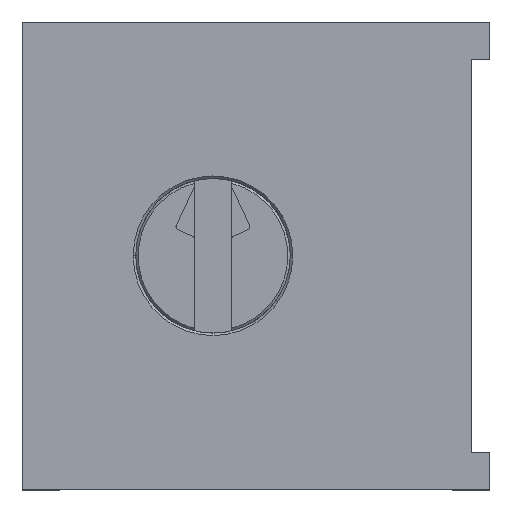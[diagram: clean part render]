
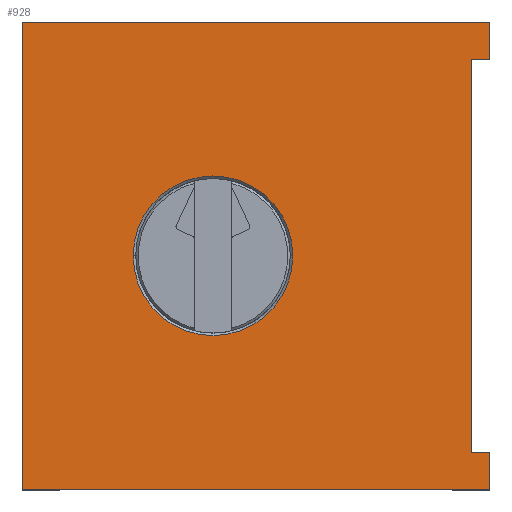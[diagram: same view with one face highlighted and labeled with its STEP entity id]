
A CAD part, top view. The second image highlights one B-rep face of the part: STEP entity #928.
In plain terms, the highlighted face is planar.
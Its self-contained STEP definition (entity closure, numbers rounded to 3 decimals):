
#267 = VERTEX_POINT('',#268);
#268 = CARTESIAN_POINT('',(0.,4.826,0.749));
#274 = EDGE_CURVE('',#267,#275,#277,.T.);
#275 = VERTEX_POINT('',#276);
#276 = CARTESIAN_POINT('',(0.,4.826,-2.502));
#277 = CIRCLE('',#278,1.626);
#278 = AXIS2_PLACEMENT_3D('',#279,#280,#281);
#279 = CARTESIAN_POINT('',(0.,4.826,-0.876));
#280 = DIRECTION('',(0.,-1.,0.));
#281 = DIRECTION('',(0.,0.,-1.));
#341 = VERTEX_POINT('',#342);
#342 = CARTESIAN_POINT('',(-4.001,4.826,4.763));
#348 = EDGE_CURVE('',#349,#341,#351,.T.);
#349 = VERTEX_POINT('',#350);
#350 = CARTESIAN_POINT('',(-4.763,4.826,4.763));
#351 = LINE('',#352,#353);
#352 = CARTESIAN_POINT('',(-4.763,4.826,4.763));
#353 = VECTOR('',#354,1.);
#354 = DIRECTION('',(1.,0.,0.));
#379 = EDGE_CURVE('',#380,#349,#382,.T.);
#380 = VERTEX_POINT('',#381);
#381 = CARTESIAN_POINT('',(-4.763,4.826,-4.763));
#382 = LINE('',#383,#384);
#383 = CARTESIAN_POINT('',(-4.763,4.826,4.763));
#384 = VECTOR('',#385,1.);
#385 = DIRECTION('',(0.,0.,1.));
#476 = VERTEX_POINT('',#477);
#477 = CARTESIAN_POINT('',(-4.001,4.826,4.382));
#483 = EDGE_CURVE('',#476,#341,#484,.T.);
#484 = LINE('',#485,#486);
#485 = CARTESIAN_POINT('',(-4.001,4.826,4.763));
#486 = VECTOR('',#487,1.);
#487 = DIRECTION('',(0.,0.,1.));
#554 = EDGE_CURVE('',#555,#380,#557,.T.);
#555 = VERTEX_POINT('',#556);
#556 = CARTESIAN_POINT('',(4.763,4.826,-4.763));
#557 = LINE('',#558,#559);
#558 = CARTESIAN_POINT('',(-4.763,4.826,-4.763));
#559 = VECTOR('',#560,1.);
#560 = DIRECTION('',(-1.,-0.,-0.));
#651 = VERTEX_POINT('',#652);
#652 = CARTESIAN_POINT('',(4.763,4.826,4.763));
#660 = EDGE_CURVE('',#661,#651,#663,.T.);
#661 = VERTEX_POINT('',#662);
#662 = CARTESIAN_POINT('',(4.001,4.826,4.763));
#663 = LINE('',#664,#665);
#664 = CARTESIAN_POINT('',(-4.763,4.826,4.763));
#665 = VECTOR('',#666,1.);
#666 = DIRECTION('',(1.,0.,0.));
#723 = EDGE_CURVE('',#651,#555,#724,.T.);
#724 = LINE('',#725,#726);
#725 = CARTESIAN_POINT('',(4.763,4.826,4.763));
#726 = VECTOR('',#727,1.);
#727 = DIRECTION('',(0.,0.,-1.));
#769 = EDGE_CURVE('',#661,#770,#772,.T.);
#770 = VERTEX_POINT('',#771);
#771 = CARTESIAN_POINT('',(4.001,4.826,4.382));
#772 = LINE('',#773,#774);
#773 = CARTESIAN_POINT('',(4.001,4.826,4.763));
#774 = VECTOR('',#775,1.);
#775 = DIRECTION('',(0.,0.,-1.));
#918 = EDGE_CURVE('',#770,#476,#919,.T.);
#919 = LINE('',#920,#921);
#920 = CARTESIAN_POINT('',(-4.001,4.826,4.382));
#921 = VECTOR('',#922,1.);
#922 = DIRECTION('',(-1.,-0.,-0.));
#928 = ADVANCED_FACE('',(#929,#939),#949,.F.);
#929 = FACE_BOUND('',#930,.T.);
#930 = EDGE_LOOP('',(#931,#932));
#931 = ORIENTED_EDGE('',*,*,#274,.T.);
#932 = ORIENTED_EDGE('',*,*,#933,.T.);
#933 = EDGE_CURVE('',#275,#267,#934,.T.);
#934 = CIRCLE('',#935,1.626);
#935 = AXIS2_PLACEMENT_3D('',#936,#937,#938);
#936 = CARTESIAN_POINT('',(0.,4.826,-0.876));
#937 = DIRECTION('',(0.,-1.,0.));
#938 = DIRECTION('',(0.,0.,-1.));
#939 = FACE_BOUND('',#940,.T.);
#940 = EDGE_LOOP('',(#941,#942,#943,#944,#945,#946,#947,#948));
#941 = ORIENTED_EDGE('',*,*,#348,.T.);
#942 = ORIENTED_EDGE('',*,*,#483,.F.);
#943 = ORIENTED_EDGE('',*,*,#918,.F.);
#944 = ORIENTED_EDGE('',*,*,#769,.F.);
#945 = ORIENTED_EDGE('',*,*,#660,.T.);
#946 = ORIENTED_EDGE('',*,*,#723,.T.);
#947 = ORIENTED_EDGE('',*,*,#554,.T.);
#948 = ORIENTED_EDGE('',*,*,#379,.T.);
#949 = PLANE('',#950);
#950 = AXIS2_PLACEMENT_3D('',#951,#952,#953);
#951 = CARTESIAN_POINT('',(0.,4.826,0.));
#952 = DIRECTION('',(0.,-1.,0.));
#953 = DIRECTION('',(0.,0.,-1.));
